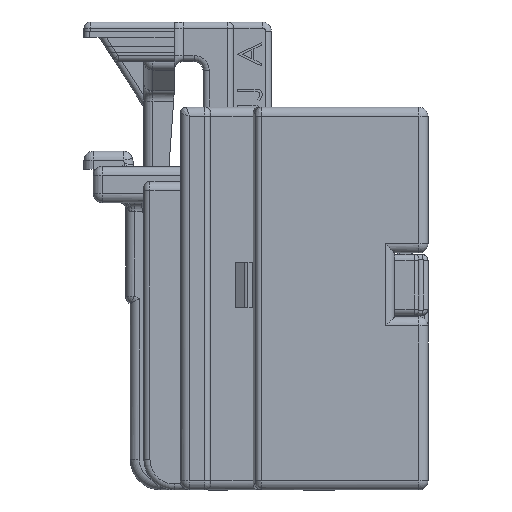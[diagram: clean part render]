
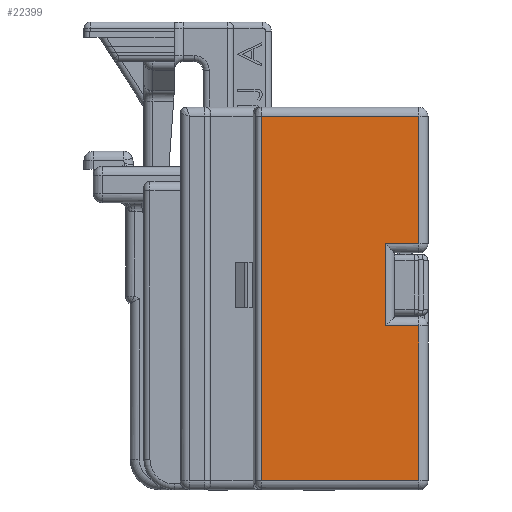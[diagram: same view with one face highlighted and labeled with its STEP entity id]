
A CAD part, left-side view. The second image highlights one B-rep face of the part: STEP entity #22399.
In plain terms, the highlighted planar face has unit normal (-1, 0, 0).
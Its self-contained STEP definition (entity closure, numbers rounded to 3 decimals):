
#1498 = LINE ( 'NONE', #43413, #5894 ) ;
#2722 = ORIENTED_EDGE ( 'NONE', *, *, #30506, .T. ) ;
#3598 = ORIENTED_EDGE ( 'NONE', *, *, #38873, .T. ) ;
#3922 = EDGE_CURVE ( 'NONE', #6013, #16582, #33729, .T. ) ;
#4770 = DIRECTION ( 'NONE',  ( 0., 0., 1. ) ) ;
#4819 = VERTEX_POINT ( 'NONE', #49989 ) ;
#5141 = CARTESIAN_POINT ( 'NONE',  ( -3.957, 3.691, 16.648 ) ) ;
#5894 = VECTOR ( 'NONE', #4770, 1000. ) ;
#6013 = VERTEX_POINT ( 'NONE', #43722 ) ;
#11595 = VERTEX_POINT ( 'NONE', #17158 ) ;
#11835 = DIRECTION ( 'NONE',  ( 0., 0., 1. ) ) ;
#12842 = DIRECTION ( 'NONE',  ( 0., -1., 0. ) ) ;
#14761 = CARTESIAN_POINT ( 'NONE',  ( -3.957, 4.491, 9.748 ) ) ;
#15302 = ORIENTED_EDGE ( 'NONE', *, *, #31359, .T. ) ;
#15680 = VECTOR ( 'NONE', #22686, 1000. ) ;
#16582 = VERTEX_POINT ( 'NONE', #23274 ) ;
#16741 = ORIENTED_EDGE ( 'NONE', *, *, #24811, .T. ) ;
#17117 = VERTEX_POINT ( 'NONE', #36520 ) ;
#17158 = CARTESIAN_POINT ( 'NONE',  ( -3.957, 3.691, 4.648 ) ) ;
#17523 = LINE ( 'NONE', #40972, #34617 ) ;
#19072 = VECTOR ( 'NONE', #47387, 1000. ) ;
#19492 = VERTEX_POINT ( 'NONE', #45324 ) ;
#20349 = VERTEX_POINT ( 'NONE', #5141 ) ;
#20407 = ORIENTED_EDGE ( 'NONE', *, *, #25703, .T. ) ;
#20924 = ORIENTED_EDGE ( 'NONE', *, *, #22394, .T. ) ;
#21188 = FACE_OUTER_BOUND ( 'NONE', #21638, .T. ) ;
#21638 = EDGE_LOOP ( 'NONE', ( #2722, #26135, #24688, #16741, #3598, #20407, #15302, #20924 ) ) ;
#22394 = EDGE_CURVE ( 'NONE', #26573, #20349, #1498, .T. ) ;
#22399 = ADVANCED_FACE ( 'NONE', ( #21188 ), #39864, .T. ) ;
#22686 = DIRECTION ( 'NONE',  ( 0., 0., -1. ) ) ;
#22964 = LINE ( 'NONE', #38337, #48166 ) ;
#23274 = CARTESIAN_POINT ( 'NONE',  ( -3.957, 8.879, 4.648 ) ) ;
#24267 = VECTOR ( 'NONE', #12842, 1000. ) ;
#24556 = CARTESIAN_POINT ( 'NONE',  ( -3.957, 3.691, 12.448 ) ) ;
#24688 = ORIENTED_EDGE ( 'NONE', *, *, #28655, .T. ) ;
#24811 = EDGE_CURVE ( 'NONE', #11595, #19492, #22964, .T. ) ;
#25271 = DIRECTION ( 'NONE',  ( 0., 1., 0. ) ) ;
#25703 = EDGE_CURVE ( 'NONE', #17117, #4819, #38350, .T. ) ;
#26135 = ORIENTED_EDGE ( 'NONE', *, *, #3922, .T. ) ;
#26573 = VERTEX_POINT ( 'NONE', #24556 ) ;
#27721 = DIRECTION ( 'NONE',  ( -1., 0., 0. ) ) ;
#28655 = EDGE_CURVE ( 'NONE', #16582, #11595, #32884, .T. ) ;
#28702 = LINE ( 'NONE', #43907, #24267 ) ;
#29888 = LINE ( 'NONE', #14761, #36295 ) ;
#30147 = DIRECTION ( 'NONE',  ( 0., 1., 0. ) ) ;
#30506 = EDGE_CURVE ( 'NONE', #20349, #6013, #17523, .T. ) ;
#31359 = EDGE_CURVE ( 'NONE', #4819, #26573, #28702, .T. ) ;
#31913 = CARTESIAN_POINT ( 'NONE',  ( -3.957, 3.391, 4.648 ) ) ;
#32728 = DIRECTION ( 'NONE',  ( 0., -1., 0. ) ) ;
#32884 = LINE ( 'NONE', #31913, #19072 ) ;
#33239 = AXIS2_PLACEMENT_3D ( 'NONE', #43897, #27721, #32728 ) ;
#33729 = LINE ( 'NONE', #34491, #15680 ) ;
#34025 = CARTESIAN_POINT ( 'NONE',  ( -3.957, 4.791, -13.624 ) ) ;
#34491 = CARTESIAN_POINT ( 'NONE',  ( -3.957, 8.879, -13.624 ) ) ;
#34526 = DIRECTION ( 'NONE',  ( 0., 0., 1. ) ) ;
#34617 = VECTOR ( 'NONE', #25271, 1000. ) ;
#36295 = VECTOR ( 'NONE', #30147, 1000. ) ;
#36520 = CARTESIAN_POINT ( 'NONE',  ( -3.957, 4.791, 9.748 ) ) ;
#38337 = CARTESIAN_POINT ( 'NONE',  ( -3.957, 3.691, -13.624 ) ) ;
#38350 = LINE ( 'NONE', #34025, #41335 ) ;
#38873 = EDGE_CURVE ( 'NONE', #19492, #17117, #29888, .T. ) ;
#39864 = PLANE ( 'NONE',  #33239 ) ;
#40972 = CARTESIAN_POINT ( 'NONE',  ( -3.957, 9.062, 16.648 ) ) ;
#41335 = VECTOR ( 'NONE', #34526, 1000. ) ;
#43413 = CARTESIAN_POINT ( 'NONE',  ( -3.957, 3.691, -13.624 ) ) ;
#43722 = CARTESIAN_POINT ( 'NONE',  ( -3.957, 8.879, 16.648 ) ) ;
#43897 = CARTESIAN_POINT ( 'NONE',  ( -3.957, 9.062, -13.624 ) ) ;
#43907 = CARTESIAN_POINT ( 'NONE',  ( -3.957, 3.391, 12.448 ) ) ;
#45324 = CARTESIAN_POINT ( 'NONE',  ( -3.957, 3.691, 9.748 ) ) ;
#47387 = DIRECTION ( 'NONE',  ( 0., -1., 0. ) ) ;
#48166 = VECTOR ( 'NONE', #11835, 1000. ) ;
#49989 = CARTESIAN_POINT ( 'NONE',  ( -3.957, 4.791, 12.448 ) ) ;
